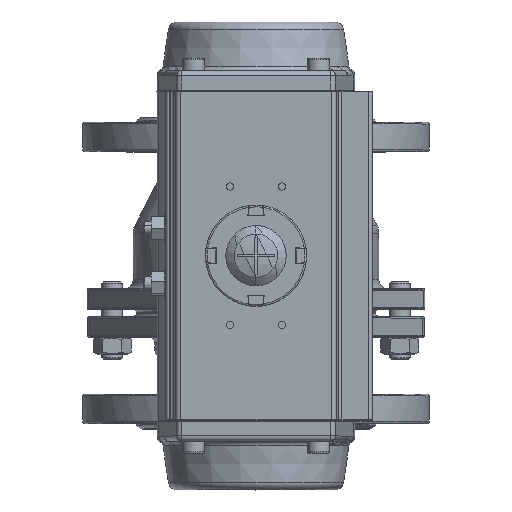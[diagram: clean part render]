
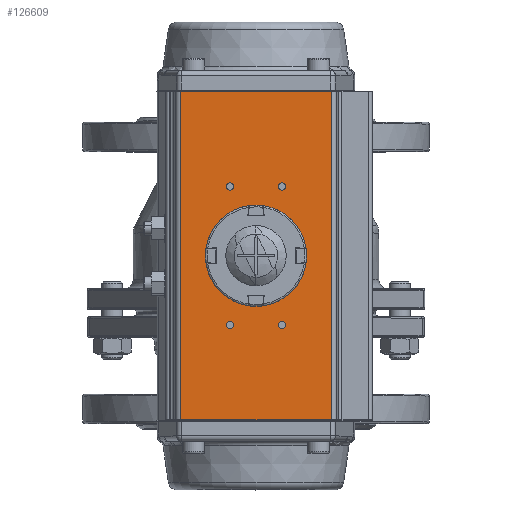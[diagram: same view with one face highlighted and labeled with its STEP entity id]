
A CAD part, top view. The second image highlights one B-rep face of the part: STEP entity #126609.
In plain terms, the highlighted planar face has unit normal (0, 0, 1).
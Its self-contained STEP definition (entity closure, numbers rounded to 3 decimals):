
#126470=CARTESIAN_POINT('',(-43.512,95.,268.5));
#126471=DIRECTION('',(-0.,-0.,-1.));
#126472=DIRECTION('',(-1.,0.,0.));
#126473=AXIS2_PLACEMENT_3D('',#126470,#126471,#126472);
#126474=PLANE('',#126473);
#126475=CARTESIAN_POINT('',(15.,-37.9,268.5));
#126476=VERTEX_POINT('',#126475);
#126477=CARTESIAN_POINT('',(15.,-42.1,268.5));
#126478=VERTEX_POINT('',#126477);
#126479=CARTESIAN_POINT('',(15.,-40.,268.5));
#126480=DIRECTION('',(0.,0.,1.));
#126481=DIRECTION('',(0.,1.,-0.));
#126482=AXIS2_PLACEMENT_3D('',#126479,#126480,#126481);
#126483=CIRCLE('',#126482,2.1);
#126484=EDGE_CURVE('NONE',#126476,#126478,#126483,.T.);
#126485=ORIENTED_EDGE('',*,*,#126484,.F.);
#126486=CARTESIAN_POINT('',(15.,-40.,268.5));
#126487=DIRECTION('',(0.,0.,1.));
#126488=DIRECTION('',(0.,1.,-0.));
#126489=AXIS2_PLACEMENT_3D('',#126486,#126487,#126488);
#126490=CIRCLE('',#126489,2.1);
#126491=EDGE_CURVE('NONE',#126478,#126476,#126490,.T.);
#126492=ORIENTED_EDGE('',*,*,#126491,.F.);
#126493=EDGE_LOOP('',(#126485,#126492));
#126494=FACE_BOUND('',#126493,.T.);
#126495=CARTESIAN_POINT('',(-15.,-37.9,268.5));
#126496=VERTEX_POINT('',#126495);
#126497=CARTESIAN_POINT('',(-15.,-42.1,268.5));
#126498=VERTEX_POINT('',#126497);
#126499=CARTESIAN_POINT('',(-15.,-40.,268.5));
#126500=DIRECTION('',(0.,0.,1.));
#126501=DIRECTION('',(0.,1.,-0.));
#126502=AXIS2_PLACEMENT_3D('',#126499,#126500,#126501);
#126503=CIRCLE('',#126502,2.1);
#126504=EDGE_CURVE('NONE',#126496,#126498,#126503,.T.);
#126505=ORIENTED_EDGE('',*,*,#126504,.F.);
#126506=CARTESIAN_POINT('',(-15.,-40.,268.5));
#126507=DIRECTION('',(0.,0.,1.));
#126508=DIRECTION('',(0.,1.,-0.));
#126509=AXIS2_PLACEMENT_3D('',#126506,#126507,#126508);
#126510=CIRCLE('',#126509,2.1);
#126511=EDGE_CURVE('NONE',#126498,#126496,#126510,.T.);
#126512=ORIENTED_EDGE('',*,*,#126511,.F.);
#126513=EDGE_LOOP('',(#126505,#126512));
#126514=FACE_BOUND('',#126513,.T.);
#126515=CARTESIAN_POINT('',(15.,42.1,268.5));
#126516=VERTEX_POINT('',#126515);
#126517=CARTESIAN_POINT('',(15.,37.9,268.5));
#126518=VERTEX_POINT('',#126517);
#126519=CARTESIAN_POINT('',(15.,40.,268.5));
#126520=DIRECTION('',(0.,0.,1.));
#126521=DIRECTION('',(0.,1.,-0.));
#126522=AXIS2_PLACEMENT_3D('',#126519,#126520,#126521);
#126523=CIRCLE('',#126522,2.1);
#126524=EDGE_CURVE('NONE',#126516,#126518,#126523,.T.);
#126525=ORIENTED_EDGE('',*,*,#126524,.F.);
#126526=CARTESIAN_POINT('',(15.,40.,268.5));
#126527=DIRECTION('',(0.,0.,1.));
#126528=DIRECTION('',(0.,1.,-0.));
#126529=AXIS2_PLACEMENT_3D('',#126526,#126527,#126528);
#126530=CIRCLE('',#126529,2.1);
#126531=EDGE_CURVE('NONE',#126518,#126516,#126530,.T.);
#126532=ORIENTED_EDGE('',*,*,#126531,.F.);
#126533=EDGE_LOOP('',(#126525,#126532));
#126534=FACE_BOUND('',#126533,.T.);
#126535=CARTESIAN_POINT('',(-15.,42.1,268.5));
#126536=VERTEX_POINT('',#126535);
#126537=CARTESIAN_POINT('',(-15.,37.9,268.5));
#126538=VERTEX_POINT('',#126537);
#126539=CARTESIAN_POINT('',(-15.,40.,268.5));
#126540=DIRECTION('',(0.,0.,1.));
#126541=DIRECTION('',(0.,1.,-0.));
#126542=AXIS2_PLACEMENT_3D('',#126539,#126540,#126541);
#126543=CIRCLE('',#126542,2.1);
#126544=EDGE_CURVE('NONE',#126536,#126538,#126543,.T.);
#126545=ORIENTED_EDGE('',*,*,#126544,.F.);
#126546=CARTESIAN_POINT('',(-15.,40.,268.5));
#126547=DIRECTION('',(0.,0.,1.));
#126548=DIRECTION('',(0.,1.,-0.));
#126549=AXIS2_PLACEMENT_3D('',#126546,#126547,#126548);
#126550=CIRCLE('',#126549,2.1);
#126551=EDGE_CURVE('NONE',#126538,#126536,#126550,.T.);
#126552=ORIENTED_EDGE('',*,*,#126551,.F.);
#126553=EDGE_LOOP('',(#126545,#126552));
#126554=FACE_BOUND('',#126553,.T.);
#126555=CARTESIAN_POINT('',(-43.512,94.747,268.5));
#126556=VERTEX_POINT('',#126555);
#126557=CARTESIAN_POINT('',(-43.512,-94.747,268.5));
#126558=VERTEX_POINT('',#126557);
#126559=CARTESIAN_POINT('',(-43.512,94.747,268.5));
#126560=DIRECTION('',(-0.,-1.,0.));
#126561=VECTOR('',#126560,189.494);
#126562=LINE('',#126559,#126561);
#126563=EDGE_CURVE('',#126556,#126558,#126562,.T.);
#126564=ORIENTED_EDGE('',*,*,#126563,.T.);
#126565=CARTESIAN_POINT('',(43.512,-94.747,268.5));
#126566=VERTEX_POINT('',#126565);
#126567=CARTESIAN_POINT('',(-43.512,-94.747,268.5));
#126568=DIRECTION('',(1.,-0.,-0.));
#126569=VECTOR('',#126568,87.023);
#126570=LINE('',#126567,#126569);
#126571=EDGE_CURVE('',#126558,#126566,#126570,.T.);
#126572=ORIENTED_EDGE('',*,*,#126571,.T.);
#126573=CARTESIAN_POINT('',(43.512,94.747,268.5));
#126574=VERTEX_POINT('',#126573);
#126575=CARTESIAN_POINT('',(43.512,94.747,268.5));
#126576=DIRECTION('',(-0.,-1.,0.));
#126577=VECTOR('',#126576,189.494);
#126578=LINE('',#126575,#126577);
#126579=EDGE_CURVE('',#126574,#126566,#126578,.T.);
#126580=ORIENTED_EDGE('',*,*,#126579,.F.);
#126581=CARTESIAN_POINT('',(43.512,94.747,268.5));
#126582=DIRECTION('',(-1.,0.,0.));
#126583=VECTOR('',#126582,87.023);
#126584=LINE('',#126581,#126583);
#126585=EDGE_CURVE('',#126574,#126556,#126584,.T.);
#126586=ORIENTED_EDGE('',*,*,#126585,.T.);
#126587=EDGE_LOOP('',(#126564,#126572,#126580,#126586));
#126588=FACE_BOUND('',#126587,.T.);
#126589=CARTESIAN_POINT('',(0.,12.5,268.5));
#126590=VERTEX_POINT('',#126589);
#126591=CARTESIAN_POINT('',(0.,-12.5,268.5));
#126592=VERTEX_POINT('',#126591);
#126593=CARTESIAN_POINT('',(0.,0.,268.5));
#126594=DIRECTION('',(-0.,-0.,-1.));
#126595=DIRECTION('',(-0.,-1.,0.));
#126596=AXIS2_PLACEMENT_3D('',#126593,#126594,#126595);
#126597=CIRCLE('',#126596,12.5);
#126598=EDGE_CURVE('',#126590,#126592,#126597,.T.);
#126599=ORIENTED_EDGE('',*,*,#126598,.T.);
#126600=CARTESIAN_POINT('',(0.,0.,268.5));
#126601=DIRECTION('',(-0.,-0.,-1.));
#126602=DIRECTION('',(-0.,-1.,0.));
#126603=AXIS2_PLACEMENT_3D('',#126600,#126601,#126602);
#126604=CIRCLE('',#126603,12.5);
#126605=EDGE_CURVE('',#126592,#126590,#126604,.T.);
#126606=ORIENTED_EDGE('',*,*,#126605,.T.);
#126607=EDGE_LOOP('',(#126599,#126606));
#126608=FACE_BOUND('',#126607,.T.);
#126609=ADVANCED_FACE('',(#126494,#126514,#126534,#126554,#126588,#126608),#126474,.F.);
